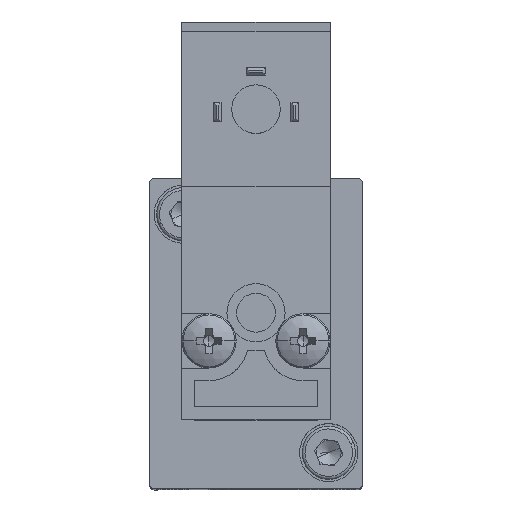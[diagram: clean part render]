
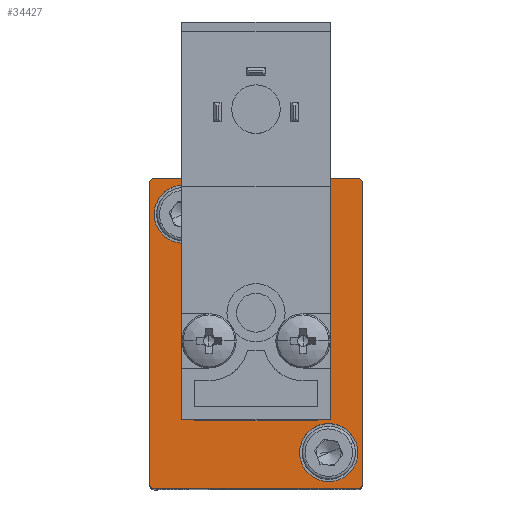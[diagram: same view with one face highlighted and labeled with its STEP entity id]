
A CAD part, top view. The second image highlights one B-rep face of the part: STEP entity #34427.
In plain terms, the highlighted planar face has unit normal (0, 0, 1).
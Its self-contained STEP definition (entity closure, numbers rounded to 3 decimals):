
#29 = CARTESIAN_POINT ( 'NONE',  ( 106.803, 81.561, 181.724 ) ) ;
#113 = ORIENTED_EDGE ( 'NONE', *, *, #34170, .F. ) ;
#696 = VECTOR ( 'NONE', #27974, 1000. ) ;
#971 = CARTESIAN_POINT ( 'NONE',  ( 88.803, 109.361, 181.724 ) ) ;
#1050 = CIRCLE ( 'NONE', #16337, 3. ) ;
#1227 = EDGE_LOOP ( 'NONE', ( #20867, #40542 ) ) ;
#1442 = CARTESIAN_POINT ( 'NONE',  ( 97.303, 113.061, 181.724 ) ) ;
#1618 = CIRCLE ( 'NONE', #20584, 0.5 ) ;
#1954 = ORIENTED_EDGE ( 'NONE', *, *, #38812, .T. ) ;
#1971 = LINE ( 'NONE', #46086, #38900 ) ;
#2046 = VERTEX_POINT ( 'NONE', #31367 ) ;
#2065 = VERTEX_POINT ( 'NONE', #20701 ) ;
#2765 = DIRECTION ( 'NONE',  ( -1., 0., 0. ) ) ;
#3016 = DIRECTION ( 'NONE',  ( 0., 0., 1. ) ) ;
#3169 = DIRECTION ( 'NONE',  ( -1., 0., 0. ) ) ;
#3240 = DIRECTION ( 'NONE',  ( 0., -1., 0. ) ) ;
#3316 = DIRECTION ( 'NONE',  ( 0., 0., 1. ) ) ;
#3354 = EDGE_CURVE ( 'NONE', #24961, #20735, #14537, .T. ) ;
#3609 = DIRECTION ( 'NONE',  ( -1., 0., 0. ) ) ;
#4529 = DIRECTION ( 'NONE',  ( -1., 0., 0. ) ) ;
#4726 = EDGE_LOOP ( 'NONE', ( #30405, #21032 ) ) ;
#5076 = FACE_OUTER_BOUND ( 'NONE', #19708, .T. ) ;
#5304 = DIRECTION ( 'NONE',  ( 0., 0., 1. ) ) ;
#5336 = CARTESIAN_POINT ( 'NONE',  ( 107.303, 112.561, 181.724 ) ) ;
#5389 = CIRCLE ( 'NONE', #26644, 0.5 ) ;
#7022 = CARTESIAN_POINT ( 'NONE',  ( 106.803, 81.061, 181.724 ) ) ;
#7248 = VERTEX_POINT ( 'NONE', #26481 ) ;
#7862 = VERTEX_POINT ( 'NONE', #27938 ) ;
#8501 = EDGE_CURVE ( 'NONE', #20172, #7248, #35783, .T. ) ;
#8808 = EDGE_CURVE ( 'NONE', #2065, #7862, #1050, .T. ) ;
#8919 = ORIENTED_EDGE ( 'NONE', *, *, #13875, .T. ) ;
#9177 = CARTESIAN_POINT ( 'NONE',  ( 97.303, 98.661, 181.724 ) ) ;
#9268 = EDGE_CURVE ( 'NONE', #39873, #7248, #38545, .T. ) ;
#10624 = LINE ( 'NONE', #16155, #28592 ) ;
#12398 = ORIENTED_EDGE ( 'NONE', *, *, #14776, .T. ) ;
#13875 = EDGE_CURVE ( 'NONE', #23749, #14440, #1618, .T. ) ;
#14440 = VERTEX_POINT ( 'NONE', #44307 ) ;
#14537 = CIRCLE ( 'NONE', #24833, 1. ) ;
#14776 = EDGE_CURVE ( 'NONE', #30364, #2046, #5389, .T. ) ;
#15996 = CARTESIAN_POINT ( 'NONE',  ( 95.303, 113.061, 181.724 ) ) ;
#16038 = CARTESIAN_POINT ( 'NONE',  ( 91.803, 109.361, 181.724 ) ) ;
#16071 = EDGE_CURVE ( 'NONE', #30364, #34342, #35034, .T. ) ;
#16074 = ORIENTED_EDGE ( 'NONE', *, *, #27104, .F. ) ;
#16155 = CARTESIAN_POINT ( 'NONE',  ( 85.303, 113.061, 181.724 ) ) ;
#16337 = AXIS2_PLACEMENT_3D ( 'NONE', #26767, #5304, #30390 ) ;
#16611 = CARTESIAN_POINT ( 'NONE',  ( 85.803, 109.361, 181.724 ) ) ;
#16613 = ORIENTED_EDGE ( 'NONE', *, *, #25625, .F. ) ;
#16814 = CARTESIAN_POINT ( 'NONE',  ( 85.803, 81.561, 181.724 ) ) ;
#17054 = CARTESIAN_POINT ( 'NONE',  ( 85.803, 81.061, 181.724 ) ) ;
#17080 = EDGE_CURVE ( 'NONE', #23749, #26031, #10624, .T. ) ;
#17291 = CARTESIAN_POINT ( 'NONE',  ( 85.303, 113.061, 181.724 ) ) ;
#18111 = DIRECTION ( 'NONE',  ( 0., 0., 1. ) ) ;
#18643 = ORIENTED_EDGE ( 'NONE', *, *, #37369, .F. ) ;
#19381 = CARTESIAN_POINT ( 'NONE',  ( 85.803, 112.561, 181.724 ) ) ;
#19515 = VECTOR ( 'NONE', #41384, 1000. ) ;
#19708 = EDGE_LOOP ( 'NONE', ( #33190, #8919, #16613, #1954, #46088, #12398, #113, #30758, #35957, #16074, #22021, #18643 ) ) ;
#19880 = AXIS2_PLACEMENT_3D ( 'NONE', #21170, #3316, #28359 ) ;
#20172 = VERTEX_POINT ( 'NONE', #5336 ) ;
#20467 = DIRECTION ( 'NONE',  ( -1., 0., 0. ) ) ;
#20584 = AXIS2_PLACEMENT_3D ( 'NONE', #19381, #44400, #23002 ) ;
#20701 = CARTESIAN_POINT ( 'NONE',  ( 100.803, 84.761, 181.724 ) ) ;
#20735 = VERTEX_POINT ( 'NONE', #9177 ) ;
#20867 = ORIENTED_EDGE ( 'NONE', *, *, #28967, .F. ) ;
#21032 = ORIENTED_EDGE ( 'NONE', *, *, #22226, .F. ) ;
#21170 = CARTESIAN_POINT ( 'NONE',  ( 85.303, 81.061, 181.724 ) ) ;
#21589 = CIRCLE ( 'NONE', #38668, 0.5 ) ;
#21622 = CARTESIAN_POINT ( 'NONE',  ( 107.303, 113.061, 181.724 ) ) ;
#22021 = ORIENTED_EDGE ( 'NONE', *, *, #3354, .F. ) ;
#22226 = EDGE_CURVE ( 'NONE', #7862, #2065, #37419, .T. ) ;
#22388 = AXIS2_PLACEMENT_3D ( 'NONE', #39554, #18111, #43134 ) ;
#22954 = VECTOR ( 'NONE', #27700, 1000. ) ;
#23002 = DIRECTION ( 'NONE',  ( -1., 0., 0. ) ) ;
#23245 = VERTEX_POINT ( 'NONE', #16611 ) ;
#23270 = DIRECTION ( 'NONE',  ( 1., 0., 0. ) ) ;
#23749 = VERTEX_POINT ( 'NONE', #24308 ) ;
#24054 = LINE ( 'NONE', #38341, #22954 ) ;
#24121 = CARTESIAN_POINT ( 'NONE',  ( 95.303, 98.661, 181.724 ) ) ;
#24210 = DIRECTION ( 'NONE',  ( 0., 0., 1. ) ) ;
#24308 = CARTESIAN_POINT ( 'NONE',  ( 85.803, 113.061, 181.724 ) ) ;
#24449 = CARTESIAN_POINT ( 'NONE',  ( 103.803, 84.761, 181.724 ) ) ;
#24601 = DIRECTION ( 'NONE',  ( 0., 0., 1. ) ) ;
#24833 = AXIS2_PLACEMENT_3D ( 'NONE', #45604, #24210, #2765 ) ;
#24961 = VERTEX_POINT ( 'NONE', #24121 ) ;
#25068 = DIRECTION ( 'NONE',  ( 0., 0., 1. ) ) ;
#25223 = DIRECTION ( 'NONE',  ( 0., -1., 0. ) ) ;
#25264 = EDGE_CURVE ( 'NONE', #42318, #23245, #33201, .T. ) ;
#25522 = VECTOR ( 'NONE', #33741, 1000. ) ;
#25625 = EDGE_CURVE ( 'NONE', #28146, #14440, #44852, .T. ) ;
#25806 = AXIS2_PLACEMENT_3D ( 'NONE', #971, #26008, #4529 ) ;
#25863 = VECTOR ( 'NONE', #25223, 1000. ) ;
#26008 = DIRECTION ( 'NONE',  ( 0., 0., 1. ) ) ;
#26031 = VERTEX_POINT ( 'NONE', #15996 ) ;
#26481 = CARTESIAN_POINT ( 'NONE',  ( 106.803, 113.061, 181.724 ) ) ;
#26644 = AXIS2_PLACEMENT_3D ( 'NONE', #29, #25068, #3609 ) ;
#26767 = CARTESIAN_POINT ( 'NONE',  ( 103.803, 84.761, 181.724 ) ) ;
#27037 = CARTESIAN_POINT ( 'NONE',  ( 85.303, 113.061, 181.724 ) ) ;
#27104 = EDGE_CURVE ( 'NONE', #20735, #39873, #24054, .T. ) ;
#27277 = CARTESIAN_POINT ( 'NONE',  ( 85.303, 81.561, 181.724 ) ) ;
#27700 = DIRECTION ( 'NONE',  ( 0., 1., 0. ) ) ;
#27938 = CARTESIAN_POINT ( 'NONE',  ( 106.803, 84.761, 181.724 ) ) ;
#27974 = DIRECTION ( 'NONE',  ( 0., 1., 0. ) ) ;
#28030 = DIRECTION ( 'NONE',  ( -1., 0., 0. ) ) ;
#28146 = VERTEX_POINT ( 'NONE', #27277 ) ;
#28359 = DIRECTION ( 'NONE',  ( -1., 0., 0. ) ) ;
#28592 = VECTOR ( 'NONE', #23270, 1000. ) ;
#28967 = EDGE_CURVE ( 'NONE', #23245, #42318, #40066, .T. ) ;
#30121 = CARTESIAN_POINT ( 'NONE',  ( 85.303, 81.061, 181.724 ) ) ;
#30364 = VERTEX_POINT ( 'NONE', #7022 ) ;
#30390 = DIRECTION ( 'NONE',  ( -1., 0., 0. ) ) ;
#30405 = ORIENTED_EDGE ( 'NONE', *, *, #8808, .F. ) ;
#30758 = ORIENTED_EDGE ( 'NONE', *, *, #8501, .T. ) ;
#31367 = CARTESIAN_POINT ( 'NONE',  ( 107.303, 81.561, 181.724 ) ) ;
#31830 = PLANE ( 'NONE',  #19880 ) ;
#32571 = FACE_BOUND ( 'NONE', #1227, .T. ) ;
#33190 = ORIENTED_EDGE ( 'NONE', *, *, #17080, .F. ) ;
#33201 = CIRCLE ( 'NONE', #25806, 3. ) ;
#33686 = FACE_BOUND ( 'NONE', #4726, .T. ) ;
#33741 = DIRECTION ( 'NONE',  ( -1., 0., 0. ) ) ;
#34170 = EDGE_CURVE ( 'NONE', #20172, #2046, #36475, .T. ) ;
#34342 = VERTEX_POINT ( 'NONE', #17054 ) ;
#34427 = ADVANCED_FACE ( 'NONE', ( #33686, #32571, #5076 ), #31830, .T. ) ;
#34982 = AXIS2_PLACEMENT_3D ( 'NONE', #46009, #24601, #3169 ) ;
#35034 = LINE ( 'NONE', #30121, #25522 ) ;
#35783 = CIRCLE ( 'NONE', #34982, 0.5 ) ;
#35957 = ORIENTED_EDGE ( 'NONE', *, *, #9268, .F. ) ;
#36475 = LINE ( 'NONE', #21622, #25863 ) ;
#36756 = AXIS2_PLACEMENT_3D ( 'NONE', #24449, #3016, #28030 ) ;
#37369 = EDGE_CURVE ( 'NONE', #26031, #24961, #1971, .T. ) ;
#37419 = CIRCLE ( 'NONE', #36756, 3. ) ;
#38341 = CARTESIAN_POINT ( 'NONE',  ( 97.303, 98.661, 181.724 ) ) ;
#38545 = LINE ( 'NONE', #27037, #19515 ) ;
#38668 = AXIS2_PLACEMENT_3D ( 'NONE', #16814, #41863, #20467 ) ;
#38812 = EDGE_CURVE ( 'NONE', #28146, #34342, #21589, .T. ) ;
#38900 = VECTOR ( 'NONE', #3240, 1000. ) ;
#39554 = CARTESIAN_POINT ( 'NONE',  ( 88.803, 109.361, 181.724 ) ) ;
#39873 = VERTEX_POINT ( 'NONE', #1442 ) ;
#40066 = CIRCLE ( 'NONE', #22388, 3. ) ;
#40542 = ORIENTED_EDGE ( 'NONE', *, *, #25264, .F. ) ;
#41384 = DIRECTION ( 'NONE',  ( 1., 0., 0. ) ) ;
#41863 = DIRECTION ( 'NONE',  ( 0., 0., 1. ) ) ;
#42318 = VERTEX_POINT ( 'NONE', #16038 ) ;
#43134 = DIRECTION ( 'NONE',  ( -1., 0., 0. ) ) ;
#44307 = CARTESIAN_POINT ( 'NONE',  ( 85.303, 112.561, 181.724 ) ) ;
#44400 = DIRECTION ( 'NONE',  ( 0., 0., 1. ) ) ;
#44852 = LINE ( 'NONE', #17291, #696 ) ;
#45604 = CARTESIAN_POINT ( 'NONE',  ( 96.303, 98.661, 181.724 ) ) ;
#46009 = CARTESIAN_POINT ( 'NONE',  ( 106.803, 112.561, 181.724 ) ) ;
#46086 = CARTESIAN_POINT ( 'NONE',  ( 95.303, 81.061, 181.724 ) ) ;
#46088 = ORIENTED_EDGE ( 'NONE', *, *, #16071, .F. ) ;
